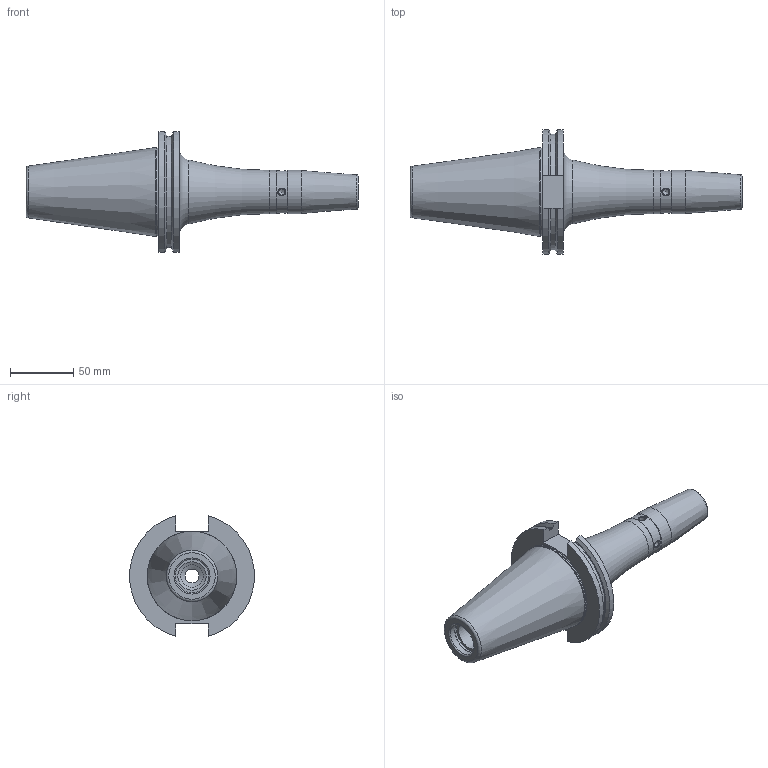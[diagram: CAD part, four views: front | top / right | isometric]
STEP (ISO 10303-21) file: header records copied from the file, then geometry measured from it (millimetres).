
FILE_DESCRIPTION(/* description */ (''),/* implementation_level */ '2;1');
FILE_NAME(/* name */ '7450213-66.stp',/* time_stamp */ '2019-07-01T13:58:35+02:00',/* author */ ('SCHUESSLER'),/* organization */ (''),/* preprocessor_version */ 'ST-DEVELOPER v17.2',/* originating_system */ 'Autodesk Inventor 2019',/* authorisation */ '');
FILE_SCHEMA (('AUTOMOTIVE_DESIGN { 1 0 10303 214 3 1 1 }'));
Length unit declared in the file: millimetre
Products named in the file (1): 7450213-66
Bounding box: 261.6 x 98.05 x 94.96 mm (x, y, z)
Volume: 458264.5 mm3; surface area: 64058.5 mm2
Topology: 1 solids, 1 shells, 76 faces, 231 edges, 162 vertices
Faces by surface type: cylinder 23, cone 21, plane 20, torus 12
Full cylindrical faces by diameter (mm): 3.6 x1, 4.917 x4, 10 x1, 11 x1, 15.875 x1, 16.175 x1, 18 x1, 22.3 x1, 26.5 x1, 26.8 x1, 33.4 x1, 34 x2, 69.65 x1
Entity records: 2882 total; most frequent: CARTESIAN_POINT 690, DIRECTION 483, ORIENTED_EDGE 452, EDGE_CURVE 226, AXIS2_PLACEMENT_3D 205, VERTEX_POINT 162, CIRCLE 128, EDGE_LOOP 88
